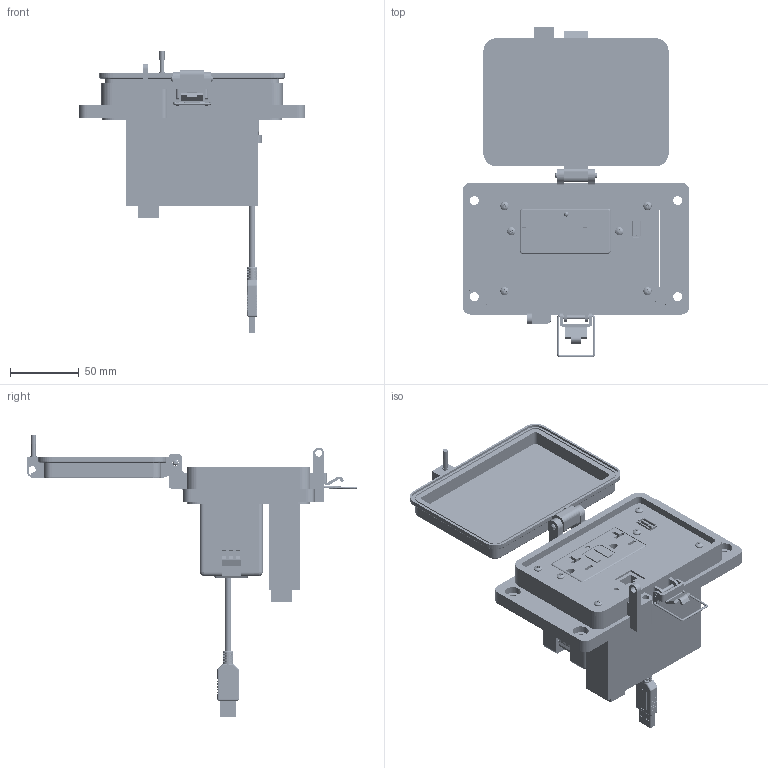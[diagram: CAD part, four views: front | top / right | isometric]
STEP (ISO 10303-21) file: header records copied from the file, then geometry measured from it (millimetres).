
FILE_DESCRIPTION (( 'STEP AP214' ), '1' );
FILE_NAME ('P-E5P11-M3RF0_3D.STEP', '2017-10-10T17:09:46', ( '' ), ( '' ), 'SwSTEP 2.0', 'SolidWorks 2017', '' );
FILE_SCHEMA (( 'AUTOMOTIVE_DESIGN' ));
Length unit declared in the file: millimetre
Products named in the file (14): Z_002_632516HN_90675A007; P-E5P11-M3RF0-TP; Z_001_SPR1_94639A306; Z_000_632134FH_91771A156; P11; Z-020-3047; RF_RF Clipped; Z-200-OTLT-RIOF_RF Clipped; P-E5P11-M3RF0-BP; P-E5P11-M3RF0_3D; H-X-M3; E5; 92005A124_METRIC PAN HEAD PHILLIPS MACHINE SCREW_92005A124; P-E5P11-M3RF0-FP
Assembly tree (21 placements, depth 3):
  P-E5P11-M3RF0_3D
    P-E5P11-M3RF0-BP
    RF_RF Clipped
      Z-200-OTLT-RIOF_RF Clipped
    P11
      Z-020-3047
    Z_000_632134FH_91771A156  x2
    Z_001_SPR1_94639A306  x2
    P-E5P11-M3RF0-TP
    Z_002_632516HN_90675A007  x2
    P-E5P11-M3RF0-FP
    92005A124_METRIC PAN HEAD PHILLIPS MACHINE SCREW_92005A124  x6
    E5
    H-X-M3
Bounding box: 164.96 x 240.59 x 205.43 mm (x, y, z)
Volume: 511812.6 mm3; surface area: 241311.2 mm2
Topology: 54 solids, 54 shells, 4741 faces, 13162 edges, 8616 vertices
Faces by surface type: cylinder 2154, plane 2124, bspline 282, cone 145, torus 24, sphere 12
Entity records: 152280 total; most frequent: CARTESIAN_POINT 35915, ORIENTED_EDGE 19010, DIRECTION 16591, EDGE_CURVE 9505, VERTEX_POINT 6223, LINE 6005, VECTOR 6005, AXIS2_PLACEMENT_3D 5293
